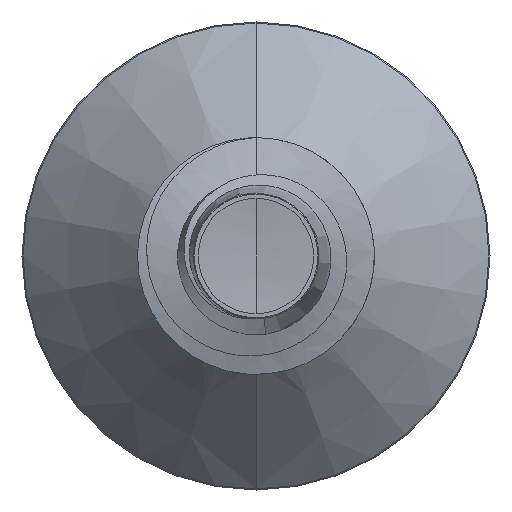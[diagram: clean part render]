
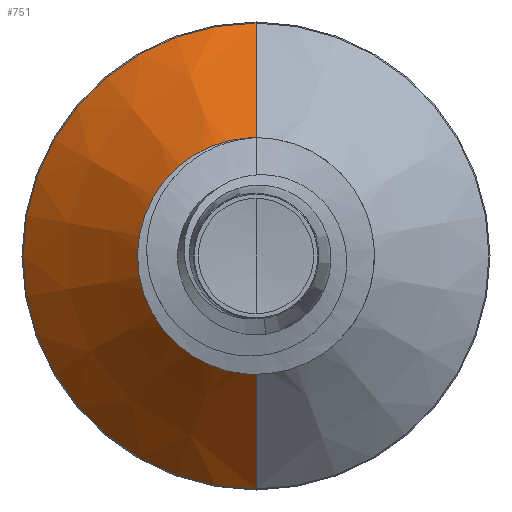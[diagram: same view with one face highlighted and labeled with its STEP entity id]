
A CAD part, front view. The second image highlights one B-rep face of the part: STEP entity #751.
In plain terms, the highlighted conical face has half-angle 45 degrees and reference radius 3.632 mm.
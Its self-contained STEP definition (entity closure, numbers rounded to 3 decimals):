
#80 = ORIENTED_EDGE ( 'NONE', *, *, #1345, .T. ) ;
#751 = ADVANCED_FACE ( 'NONE', ( #5267 ), #8568, .T. ) ;
#1316 = EDGE_CURVE ( 'NONE', #6048, #8232, #8592, .T. ) ;
#1345 = EDGE_CURVE ( 'NONE', #1970, #4576, #6793, .T. ) ;
#1462 = ORIENTED_EDGE ( 'NONE', *, *, #6021, .F. ) ;
#1796 = CIRCLE ( 'NONE', #8681, 3.632 ) ;
#1953 = AXIS2_PLACEMENT_3D ( 'NONE', #8741, #2456, #9043 ) ;
#1970 = VERTEX_POINT ( 'NONE', #5759 ) ;
#2456 = DIRECTION ( 'NONE',  ( 0., 1., 0. ) ) ;
#3100 = DIRECTION ( 'NONE',  ( 0., 1., 0. ) ) ;
#3110 = DIRECTION ( 'NONE',  ( 0., 0., 1. ) ) ;
#3277 = EDGE_LOOP ( 'NONE', ( #8912, #8011, #80, #1462 ) ) ;
#3770 = CARTESIAN_POINT ( 'NONE',  ( 0., 10.015, 7.865 ) ) ;
#4576 = VERTEX_POINT ( 'NONE', #3770 ) ;
#4780 = CARTESIAN_POINT ( 'NONE',  ( 0., 10.015, 0. ) ) ;
#4861 = CARTESIAN_POINT ( 'NONE',  ( 0., 10.015, -7.865 ) ) ;
#4899 = CARTESIAN_POINT ( 'NONE',  ( 0., 5.782, -3.632 ) ) ;
#5267 = FACE_OUTER_BOUND ( 'NONE', #3277, .T. ) ;
#5327 = AXIS2_PLACEMENT_3D ( 'NONE', #4780, #3100, #3110 ) ;
#5759 = CARTESIAN_POINT ( 'NONE',  ( 0., 5.782, 3.632 ) ) ;
#5918 = CIRCLE ( 'NONE', #5327, 7.865 ) ;
#6021 = EDGE_CURVE ( 'NONE', #8232, #4576, #5918, .T. ) ;
#6048 = VERTEX_POINT ( 'NONE', #4899 ) ;
#6551 = CARTESIAN_POINT ( 'NONE',  ( 0., 5.782, 3.632 ) ) ;
#6562 = CARTESIAN_POINT ( 'NONE',  ( 0., 5.782, -3.632 ) ) ;
#6587 = EDGE_CURVE ( 'NONE', #6048, #1970, #1796, .T. ) ;
#6777 = VECTOR ( 'NONE', #7670, 1000. ) ;
#6793 = LINE ( 'NONE', #6551, #6931 ) ;
#6931 = VECTOR ( 'NONE', #8944, 1000. ) ;
#7401 = DIRECTION ( 'NONE',  ( 0., 0., 1. ) ) ;
#7431 = DIRECTION ( 'NONE',  ( 0., 1., 0. ) ) ;
#7441 = CARTESIAN_POINT ( 'NONE',  ( 0., 5.782, 0. ) ) ;
#7670 = DIRECTION ( 'NONE',  ( 0., 0.707, -0.707 ) ) ;
#8011 = ORIENTED_EDGE ( 'NONE', *, *, #6587, .T. ) ;
#8232 = VERTEX_POINT ( 'NONE', #4861 ) ;
#8568 = CONICAL_SURFACE ( 'NONE', #1953, 3.632, 0.785 ) ;
#8592 = LINE ( 'NONE', #6562, #6777 ) ;
#8681 = AXIS2_PLACEMENT_3D ( 'NONE', #7441, #7431, #7401 ) ;
#8741 = CARTESIAN_POINT ( 'NONE',  ( 0., 5.782, 0. ) ) ;
#8912 = ORIENTED_EDGE ( 'NONE', *, *, #1316, .F. ) ;
#8944 = DIRECTION ( 'NONE',  ( 0., 0.707, 0.707 ) ) ;
#9043 = DIRECTION ( 'NONE',  ( 0., 0., 1. ) ) ;
